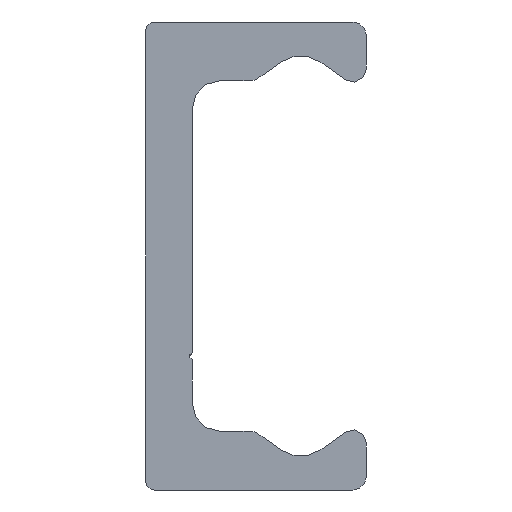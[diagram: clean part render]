
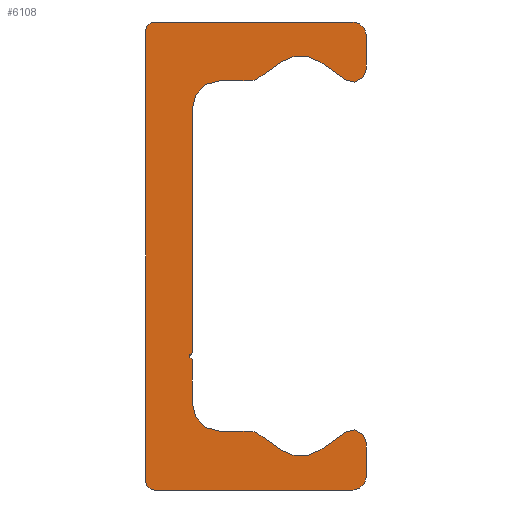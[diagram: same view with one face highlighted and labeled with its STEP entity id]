
A CAD part, left-side view. The second image highlights one B-rep face of the part: STEP entity #6108.
In plain terms, the highlighted planar face has unit normal (-1, 0, 0).
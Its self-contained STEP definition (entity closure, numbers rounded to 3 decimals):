
#4950=CARTESIAN_POINT('',(0.0,4.75,-7.25));
#4951=VERTEX_POINT('',#4950);
#4958=CARTESIAN_POINT('',(0.0,4.75,-7.75));
#4959=VERTEX_POINT('',#4958);
#4960=CARTESIAN_POINT('',(0.0,4.75,-7.5));
#4961=DIRECTION('',(-1.0,0.0,0.0));
#4962=DIRECTION('',(0.0,0.0,1.0));
#4963=AXIS2_PLACEMENT_3D('',#4960,#4961,#4962);
#4964=CIRCLE('',#4963,0.25);
#4965=EDGE_CURVE('',#4951,#4959,#4964,.T.);
#5075=CARTESIAN_POINT('',(0.0,4.75,11.1));
#5076=VERTEX_POINT('',#5075);
#5083=CARTESIAN_POINT('',(0.0,4.75,11.1));
#5084=DIRECTION('',(0.0,0.0,-1.0));
#5085=VECTOR('',#5084,18.35);
#5086=LINE('',#5083,#5085);
#5087=EDGE_CURVE('',#5076,#4951,#5086,.T.);
#5197=CARTESIAN_POINT('',(0.0,7.6,-17.5));
#5198=VERTEX_POINT('',#5197);
#5205=CARTESIAN_POINT('',(0.0,8.25,-16.85));
#5206=VERTEX_POINT('',#5205);
#5207=CARTESIAN_POINT('',(0.0,7.6,-16.85));
#5208=DIRECTION('',(1.0,0.0,0.0));
#5209=DIRECTION('',(0.0,0.0,-1.0));
#5210=AXIS2_PLACEMENT_3D('',#5207,#5208,#5209);
#5211=CIRCLE('',#5210,0.65);
#5212=EDGE_CURVE('',#5198,#5206,#5211,.T.);
#5236=CARTESIAN_POINT('',(0.0,-7.25,-17.5));
#5237=VERTEX_POINT('',#5236);
#5244=CARTESIAN_POINT('',(0.0,-7.25,-17.5));
#5245=DIRECTION('',(0.0,1.0,0.0));
#5246=VECTOR('',#5245,14.85);
#5247=LINE('',#5244,#5246);
#5248=EDGE_CURVE('',#5237,#5198,#5247,.T.);
#5268=CARTESIAN_POINT('',(0.0,-8.25,-16.5));
#5269=VERTEX_POINT('',#5268);
#5276=CARTESIAN_POINT('',(0.0,-7.25,-16.5));
#5277=DIRECTION('',(1.0,0.0,0.0));
#5278=DIRECTION('',(0.0,-1.0,0.0));
#5279=AXIS2_PLACEMENT_3D('',#5276,#5277,#5278);
#5280=CIRCLE('',#5279,1.0);
#5281=EDGE_CURVE('',#5269,#5237,#5280,.T.);
#5300=CARTESIAN_POINT('',(0.0,-8.25,-13.98));
#5301=VERTEX_POINT('',#5300);
#5308=CARTESIAN_POINT('',(0.0,-8.25,-13.98));
#5309=DIRECTION('',(0.0,0.0,-1.0));
#5310=VECTOR('',#5309,2.52);
#5311=LINE('',#5308,#5310);
#5312=EDGE_CURVE('',#5301,#5269,#5311,.T.);
#5332=CARTESIAN_POINT('',(0.0,-6.708,-13.177));
#5333=VERTEX_POINT('',#5332);
#5340=CARTESIAN_POINT('',(0.0,-7.27,-13.98));
#5341=DIRECTION('',(1.0,0.0,0.0));
#5342=DIRECTION('',(0.0,0.574,0.819));
#5343=AXIS2_PLACEMENT_3D('',#5340,#5341,#5342);
#5344=CIRCLE('',#5343,0.98);
#5345=EDGE_CURVE('',#5333,#5301,#5344,.T.);
#5364=CARTESIAN_POINT('',(0.0,-4.784,-14.524));
#5365=VERTEX_POINT('',#5364);
#5372=CARTESIAN_POINT('',(0.0,-4.784,-14.524));
#5373=DIRECTION('',(0.0,-0.819,0.574));
#5374=VECTOR('',#5373,2.349);
#5375=LINE('',#5372,#5374);
#5376=EDGE_CURVE('',#5365,#5333,#5375,.T.);
#5396=CARTESIAN_POINT('',(0.0,-1.916,-14.524));
#5397=VERTEX_POINT('',#5396);
#5404=CARTESIAN_POINT('',(0.0,-3.35,-12.477));
#5405=DIRECTION('',(-1.0,0.0,0.0));
#5406=DIRECTION('',(0.0,0.574,0.819));
#5407=AXIS2_PLACEMENT_3D('',#5404,#5405,#5406);
#5408=CIRCLE('',#5407,2.5);
#5409=EDGE_CURVE('',#5397,#5365,#5408,.T.);
#5428=CARTESIAN_POINT('',(0.0,-0.14,-13.281));
#5429=VERTEX_POINT('',#5428);
#5436=CARTESIAN_POINT('',(0.0,-0.14,-13.281));
#5437=DIRECTION('',(0.0,-0.819,-0.574));
#5438=VECTOR('',#5437,2.168);
#5439=LINE('',#5436,#5438);
#5440=EDGE_CURVE('',#5429,#5397,#5439,.T.);
#5460=CARTESIAN_POINT('',(0.0,0.433,-13.1));
#5461=VERTEX_POINT('',#5460);
#5468=CARTESIAN_POINT('',(0.0,0.433,-14.1));
#5469=DIRECTION('',(1.0,0.0,0.0));
#5470=DIRECTION('',(0.0,0.0,1.0));
#5471=AXIS2_PLACEMENT_3D('',#5468,#5469,#5470);
#5472=CIRCLE('',#5471,1.);
#5473=EDGE_CURVE('',#5461,#5429,#5472,.T.);
#5492=CARTESIAN_POINT('',(0.0,2.75,-13.1));
#5493=VERTEX_POINT('',#5492);
#5500=CARTESIAN_POINT('',(0.0,2.75,-13.1));
#5501=DIRECTION('',(0.0,-1.0,0.0));
#5502=VECTOR('',#5501,2.317);
#5503=LINE('',#5500,#5502);
#5504=EDGE_CURVE('',#5493,#5461,#5503,.T.);
#5524=CARTESIAN_POINT('',(0.0,4.75,-11.1));
#5525=VERTEX_POINT('',#5524);
#5532=CARTESIAN_POINT('',(0.0,2.75,-11.1));
#5533=DIRECTION('',(-1.0,0.0,0.0));
#5534=DIRECTION('',(0.0,0.0,1.0));
#5535=AXIS2_PLACEMENT_3D('',#5532,#5533,#5534);
#5536=CIRCLE('',#5535,2.0);
#5537=EDGE_CURVE('',#5525,#5493,#5536,.T.);
#5555=CARTESIAN_POINT('',(0.0,4.75,-7.75));
#5556=DIRECTION('',(0.0,0.0,-1.0));
#5557=VECTOR('',#5556,3.35);
#5558=LINE('',#5555,#5557);
#5559=EDGE_CURVE('',#4959,#5525,#5558,.T.);
#5579=CARTESIAN_POINT('',(0.0,2.75,13.1));
#5580=VERTEX_POINT('',#5579);
#5587=CARTESIAN_POINT('',(0.0,2.75,11.1));
#5588=DIRECTION('',(-1.0,0.0,0.0));
#5589=DIRECTION('',(0.0,-1.0,0.0));
#5590=AXIS2_PLACEMENT_3D('',#5587,#5588,#5589);
#5591=CIRCLE('',#5590,2.0);
#5592=EDGE_CURVE('',#5580,#5076,#5591,.T.);
#5611=CARTESIAN_POINT('',(0.0,0.433,13.1));
#5612=VERTEX_POINT('',#5611);
#5619=CARTESIAN_POINT('',(0.0,0.433,13.1));
#5620=DIRECTION('',(0.0,1.0,0.0));
#5621=VECTOR('',#5620,2.317);
#5622=LINE('',#5619,#5621);
#5623=EDGE_CURVE('',#5612,#5580,#5622,.T.);
#5643=CARTESIAN_POINT('',(0.0,-0.14,13.281));
#5644=VERTEX_POINT('',#5643);
#5651=CARTESIAN_POINT('',(0.0,0.433,14.1));
#5652=DIRECTION('',(1.0,0.0,0.0));
#5653=DIRECTION('',(0.0,-0.574,-0.819));
#5654=AXIS2_PLACEMENT_3D('',#5651,#5652,#5653);
#5655=CIRCLE('',#5654,1.);
#5656=EDGE_CURVE('',#5644,#5612,#5655,.T.);
#5675=CARTESIAN_POINT('',(0.0,-1.916,14.524));
#5676=VERTEX_POINT('',#5675);
#5683=CARTESIAN_POINT('',(0.0,-1.916,14.524));
#5684=DIRECTION('',(0.0,0.819,-0.574));
#5685=VECTOR('',#5684,2.168);
#5686=LINE('',#5683,#5685);
#5687=EDGE_CURVE('',#5676,#5644,#5686,.T.);
#5707=CARTESIAN_POINT('',(0.0,-4.784,14.524));
#5708=VERTEX_POINT('',#5707);
#5715=CARTESIAN_POINT('',(0.0,-3.35,12.477));
#5716=DIRECTION('',(-1.0,0.0,0.0));
#5717=DIRECTION('',(0.0,-0.574,-0.819));
#5718=AXIS2_PLACEMENT_3D('',#5715,#5716,#5717);
#5719=CIRCLE('',#5718,2.5);
#5720=EDGE_CURVE('',#5708,#5676,#5719,.T.);
#5739=CARTESIAN_POINT('',(0.0,-6.708,13.177));
#5740=VERTEX_POINT('',#5739);
#5747=CARTESIAN_POINT('',(0.0,-6.708,13.177));
#5748=DIRECTION('',(0.0,0.819,0.574));
#5749=VECTOR('',#5748,2.349);
#5750=LINE('',#5747,#5749);
#5751=EDGE_CURVE('',#5740,#5708,#5750,.T.);
#5771=CARTESIAN_POINT('',(0.0,-8.25,13.98));
#5772=VERTEX_POINT('',#5771);
#5779=CARTESIAN_POINT('',(0.0,-7.27,13.98));
#5780=DIRECTION('',(1.0,0.0,0.0));
#5781=DIRECTION('',(0.0,-1.0,0.0));
#5782=AXIS2_PLACEMENT_3D('',#5779,#5780,#5781);
#5783=CIRCLE('',#5782,0.98);
#5784=EDGE_CURVE('',#5772,#5740,#5783,.T.);
#5803=CARTESIAN_POINT('',(0.0,-8.25,16.5));
#5804=VERTEX_POINT('',#5803);
#5811=CARTESIAN_POINT('',(0.0,-8.25,16.5));
#5812=DIRECTION('',(0.0,0.0,-1.0));
#5813=VECTOR('',#5812,2.52);
#5814=LINE('',#5811,#5813);
#5815=EDGE_CURVE('',#5804,#5772,#5814,.T.);
#5835=CARTESIAN_POINT('',(0.0,-7.25,17.5));
#5836=VERTEX_POINT('',#5835);
#5843=CARTESIAN_POINT('',(0.0,-7.25,16.5));
#5844=DIRECTION('',(1.0,0.0,0.0));
#5845=DIRECTION('',(0.0,0.0,1.0));
#5846=AXIS2_PLACEMENT_3D('',#5843,#5844,#5845);
#5847=CIRCLE('',#5846,1.0);
#5848=EDGE_CURVE('',#5836,#5804,#5847,.T.);
#5867=CARTESIAN_POINT('',(0.0,7.6,17.5));
#5868=VERTEX_POINT('',#5867);
#5875=CARTESIAN_POINT('',(0.0,7.6,17.5));
#5876=DIRECTION('',(0.0,-1.0,0.0));
#5877=VECTOR('',#5876,14.85);
#5878=LINE('',#5875,#5877);
#5879=EDGE_CURVE('',#5868,#5836,#5878,.T.);
#5899=CARTESIAN_POINT('',(0.0,8.25,16.85));
#5900=VERTEX_POINT('',#5899);
#5907=CARTESIAN_POINT('',(0.0,7.6,16.85));
#5908=DIRECTION('',(1.0,0.0,0.0));
#5909=DIRECTION('',(0.0,1.0,0.0));
#5910=AXIS2_PLACEMENT_3D('',#5907,#5908,#5909);
#5911=CIRCLE('',#5910,0.65);
#5912=EDGE_CURVE('',#5900,#5868,#5911,.T.);
#5930=CARTESIAN_POINT('',(0.0,8.25,-16.85));
#5931=DIRECTION('',(0.0,0.0,1.0));
#5932=VECTOR('',#5931,33.7);
#5933=LINE('',#5930,#5932);
#5934=EDGE_CURVE('',#5206,#5900,#5933,.T.);
#6075=CARTESIAN_POINT('',(0.0,2.258,-0.017));
#6076=DIRECTION('',(1.0,0.0,0.0));
#6077=DIRECTION('',(0.0,0.0,-1.0));
#6078=AXIS2_PLACEMENT_3D('',#6075,#6076,#6077);
#6079=PLANE('',#6078);
#6080=ORIENTED_EDGE('',*,*,#5934,.F.);
#6081=ORIENTED_EDGE('',*,*,#5212,.F.);
#6082=ORIENTED_EDGE('',*,*,#5248,.F.);
#6083=ORIENTED_EDGE('',*,*,#5281,.F.);
#6084=ORIENTED_EDGE('',*,*,#5312,.F.);
#6085=ORIENTED_EDGE('',*,*,#5345,.F.);
#6086=ORIENTED_EDGE('',*,*,#5376,.F.);
#6087=ORIENTED_EDGE('',*,*,#5409,.F.);
#6088=ORIENTED_EDGE('',*,*,#5440,.F.);
#6089=ORIENTED_EDGE('',*,*,#5473,.F.);
#6090=ORIENTED_EDGE('',*,*,#5504,.F.);
#6091=ORIENTED_EDGE('',*,*,#5537,.F.);
#6092=ORIENTED_EDGE('',*,*,#5559,.F.);
#6093=ORIENTED_EDGE('',*,*,#4965,.F.);
#6094=ORIENTED_EDGE('',*,*,#5087,.F.);
#6095=ORIENTED_EDGE('',*,*,#5592,.F.);
#6096=ORIENTED_EDGE('',*,*,#5623,.F.);
#6097=ORIENTED_EDGE('',*,*,#5656,.F.);
#6098=ORIENTED_EDGE('',*,*,#5687,.F.);
#6099=ORIENTED_EDGE('',*,*,#5720,.F.);
#6100=ORIENTED_EDGE('',*,*,#5751,.F.);
#6101=ORIENTED_EDGE('',*,*,#5784,.F.);
#6102=ORIENTED_EDGE('',*,*,#5815,.F.);
#6103=ORIENTED_EDGE('',*,*,#5848,.F.);
#6104=ORIENTED_EDGE('',*,*,#5879,.F.);
#6105=ORIENTED_EDGE('',*,*,#5912,.F.);
#6106=EDGE_LOOP('',(#6080,#6081,#6082,#6083,#6084,#6085,#6086,#6087,#6088,#6089,#6090,#6091,#6092,#6093,#6094,#6095,#6096,#6097,#6098,#6099,#6100,#6101,#6102,#6103,#6104,#6105));
#6107=FACE_OUTER_BOUND('',#6106,.T.);
#6108=ADVANCED_FACE('',(#6107),#6079,.F.);
